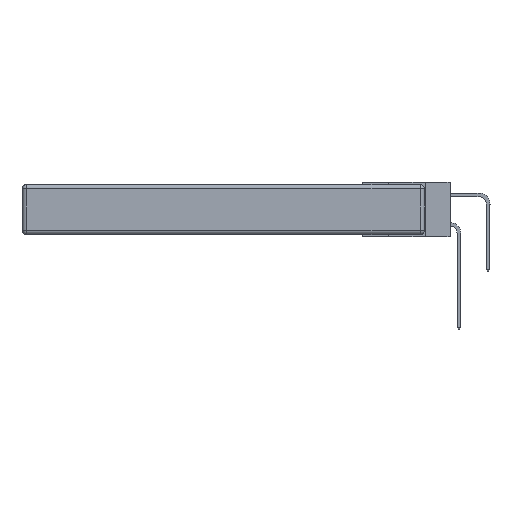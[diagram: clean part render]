
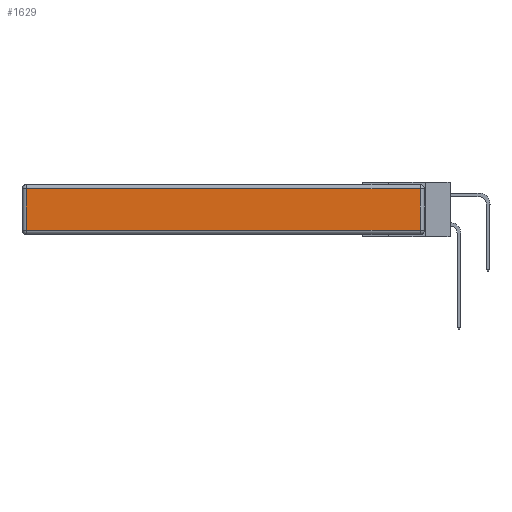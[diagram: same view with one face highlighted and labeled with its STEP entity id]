
A CAD part, left-side view. The second image highlights one B-rep face of the part: STEP entity #1629.
In plain terms, the highlighted planar face has unit normal (-1, 0, 0).
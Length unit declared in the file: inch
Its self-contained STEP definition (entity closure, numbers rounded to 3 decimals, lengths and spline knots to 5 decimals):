
#435 = CARTESIAN_POINT ( 'NONE',  ( 0., 0.03, -0.313 ) ) ;
#1473 = CARTESIAN_POINT ( 'NONE',  ( 0., 0., -0.313 ) ) ;
#1629 = ADVANCED_FACE ( 'NONE', ( #12603 ), #5842, .T. ) ;
#1674 = EDGE_CURVE ( 'NONE', #18003, #20570, #15720, .T. ) ;
#1867 = EDGE_LOOP ( 'NONE', ( #4628, #9882, #17068, #5272 ) ) ;
#3094 = VECTOR ( 'NONE', #16763, 39.37008 ) ;
#4385 = DIRECTION ( 'NONE',  ( 0., 1., 0. ) ) ;
#4628 = ORIENTED_EDGE ( 'NONE', *, *, #12814, .T. ) ;
#4962 = CARTESIAN_POINT ( 'NONE',  ( 0., 2.72, -0.03 ) ) ;
#5272 = ORIENTED_EDGE ( 'NONE', *, *, #7401, .T. ) ;
#5842 = PLANE ( 'NONE',  #15083 ) ;
#5996 = DIRECTION ( 'NONE',  ( -1., 0., 0. ) ) ;
#7401 = EDGE_CURVE ( 'NONE', #19597, #13468, #7634, .T. ) ;
#7634 = LINE ( 'NONE', #15071, #3094 ) ;
#7673 = DIRECTION ( 'NONE',  ( 0., 0., 1. ) ) ;
#7982 = CARTESIAN_POINT ( 'NONE',  ( 0., 2.72, -0.313 ) ) ;
#8066 = LINE ( 'NONE', #12785, #14922 ) ;
#9882 = ORIENTED_EDGE ( 'NONE', *, *, #1674, .T. ) ;
#10873 = CARTESIAN_POINT ( 'NONE',  ( 0., 0., -0.343 ) ) ;
#12603 = FACE_OUTER_BOUND ( 'NONE', #1867, .T. ) ;
#12785 = CARTESIAN_POINT ( 'NONE',  ( 0., 2.75, -0.03 ) ) ;
#12814 = EDGE_CURVE ( 'NONE', #13468, #18003, #19886, .T. ) ;
#13254 = DIRECTION ( 'NONE',  ( 0., -1., 0. ) ) ;
#13468 = VERTEX_POINT ( 'NONE', #7982 ) ;
#13855 = VECTOR ( 'NONE', #13254, 39.37008 ) ;
#14396 = CARTESIAN_POINT ( 'NONE',  ( 0., 0.03, -0.03 ) ) ;
#14922 = VECTOR ( 'NONE', #4385, 39.37008 ) ;
#15071 = CARTESIAN_POINT ( 'NONE',  ( 0., 2.72, -0.343 ) ) ;
#15083 = AXIS2_PLACEMENT_3D ( 'NONE', #10873, #5996, #7673 ) ;
#15720 = LINE ( 'NONE', #15921, #21249 ) ;
#15921 = CARTESIAN_POINT ( 'NONE',  ( 0., 0.03, -0.343 ) ) ;
#16763 = DIRECTION ( 'NONE',  ( 0., 0., -1. ) ) ;
#17068 = ORIENTED_EDGE ( 'NONE', *, *, #19018, .T. ) ;
#18003 = VERTEX_POINT ( 'NONE', #435 ) ;
#19018 = EDGE_CURVE ( 'NONE', #20570, #19597, #8066, .T. ) ;
#19597 = VERTEX_POINT ( 'NONE', #4962 ) ;
#19886 = LINE ( 'NONE', #1473, #13855 ) ;
#20570 = VERTEX_POINT ( 'NONE', #14396 ) ;
#21249 = VECTOR ( 'NONE', #21354, 39.37008 ) ;
#21354 = DIRECTION ( 'NONE',  ( 0., 0., 1. ) ) ;
